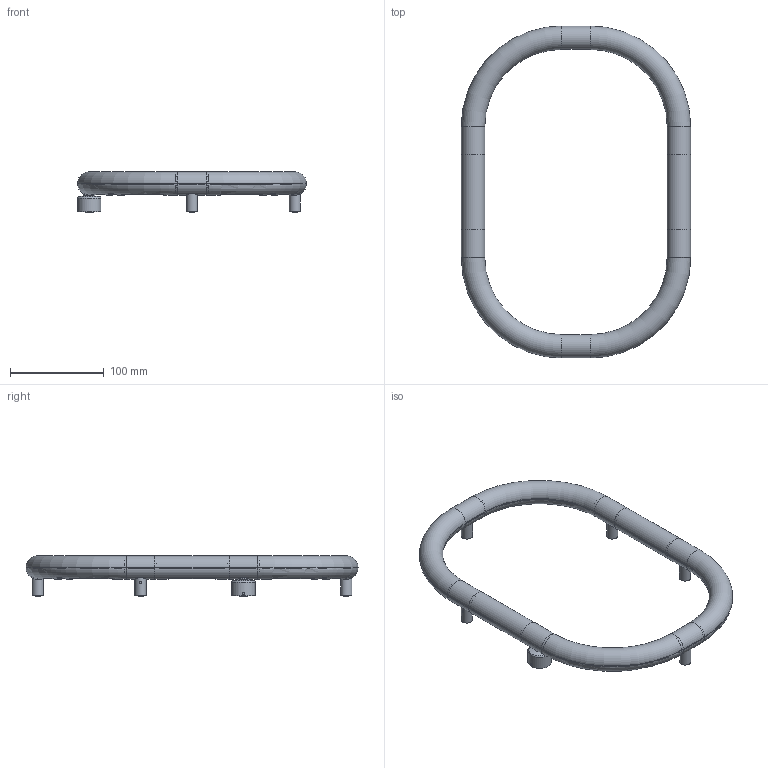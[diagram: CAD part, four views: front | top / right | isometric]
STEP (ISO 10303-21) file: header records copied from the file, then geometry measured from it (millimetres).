
FILE_DESCRIPTION(/* description */ (''),/* implementation_level */ '2;1');
FILE_NAME(/* name */ '1215O00_--A.O.L. L.M. LETTERA O.stp',/* time_stamp */ '2023-07-26T14:21:04+02:00',/* author */ (''),/* organization */ (''),/* preprocessor_version */ 'ST-DEVELOPER v19.3',/* originating_system */ 'SIEMENS PLM Software NX2212.5000',/* authorisation */ '');
FILE_SCHEMA (('AUTOMOTIVE_DESIGN { 1 0 10303 214 3 1 1 1 }'));
Length unit declared in the file: millimetre
Products named in the file (1): -_objects
Bounding box: 244.88 x 354.75 x 43 mm (x, y, z)
Volume: 210273.4 mm3; surface area: 181553.8 mm2
Topology: 36 solids, 36 shells, 2253 faces, 5911 edges, 3835 vertices
Faces by surface type: plane 847, cone 463, cylinder 449, bspline 256, torus 238
Full cylindrical faces by diameter (mm): 1.5 x24, 2 x4, 2.05 x7, 2.125 x12, 2.7 x12, 3.2 x5, 4 x1, 4.1 x5, 5.3 x5, 6.8 x5, 7.6 x5, 8.4 x1, 9 x5, 10 x1, 12 x7, 17.6 x1, 19.4 x1, 21.6 x2, 22 x1, 25 x1
Entity records: 78784 total; most frequent: CARTESIAN_POINT 23786, DIRECTION 11764, ORIENTED_EDGE 11206, EDGE_CURVE 5603, AXIS2_PLACEMENT_3D 4617, VERTEX_POINT 3737, EDGE_LOOP 2662, LINE 2530
